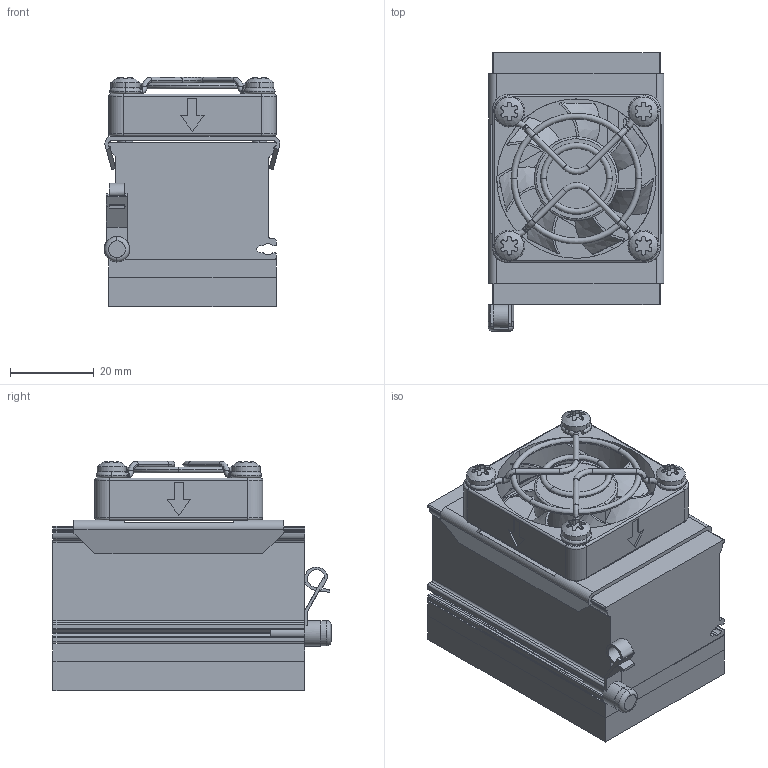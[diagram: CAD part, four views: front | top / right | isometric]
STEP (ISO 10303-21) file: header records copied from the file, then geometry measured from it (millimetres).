
FILE_DESCRIPTION (( 'STEP AP214' ), '1' );
FILE_NAME ('DA-014-12-02-00-00.STEP', '2018-12-20T02:45:02', ( '' ), ( '' ), 'SwSTEP 2.0', 'SolidWorks 2016', '' );
FILE_SCHEMA (( 'AUTOMOTIVE_DESIGN' ));
Length unit declared in the file: millimetre
Products named in the file (1): DA-014-12-02-00-00
Bounding box: 41.9 x 66.3 x 54.71 mm (x, y, z)
Volume: 110275.3 mm3; surface area: 41492 mm2
Topology: 23 solids, 23 shells, 582 faces, 1540 edges, 993 vertices
Faces by surface type: cylinder 226, plane 225, torus 87, cone 20, bspline 20, sphere 4
Entity records: 24439 total; most frequent: CARTESIAN_POINT 9917, ORIENTED_EDGE 3010, DIRECTION 2964, EDGE_CURVE 1505, AXIS2_PLACEMENT_3D 1140, VERTEX_POINT 977, VECTOR 684, LINE 684
